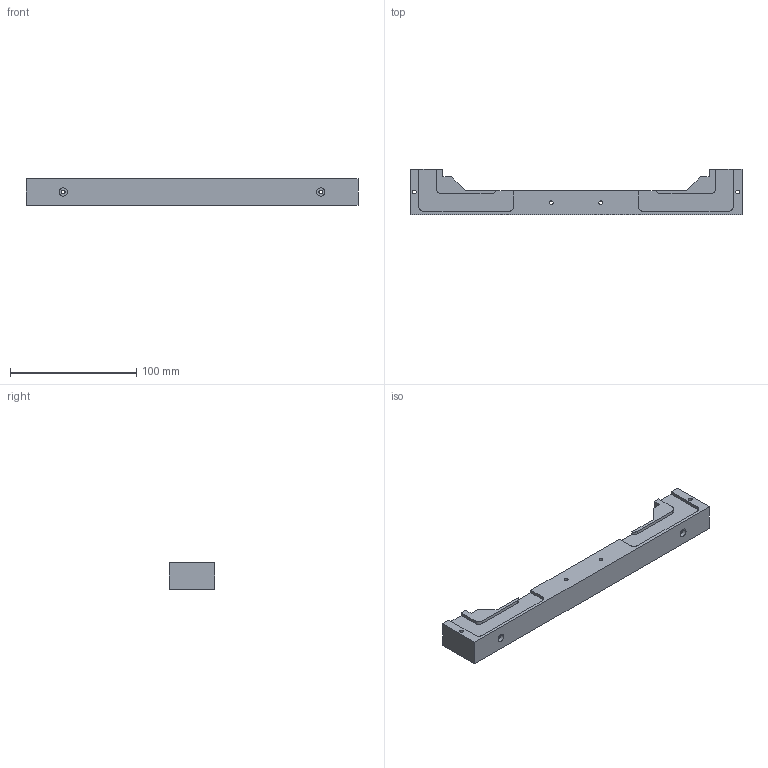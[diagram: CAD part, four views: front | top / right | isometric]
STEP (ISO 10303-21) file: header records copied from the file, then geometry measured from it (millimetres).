
FILE_DESCRIPTION (( 'STEP AP203' ), '1' );
FILE_NAME ('Baguette avec rails.STEP', '2019-12-10T11:21:19', ( '' ), ( '' ), 'SwSTEP 2.0', 'SolidWorks 2013', '' );
FILE_SCHEMA (( 'CONFIG_CONTROL_DESIGN' ));
Length unit declared in the file: millimetre
Products named in the file (1): Baguette avec rails
Bounding box: 263.1 x 36.05 x 21 mm (x, y, z)
Volume: 114654.8 mm3; surface area: 28267.3 mm2
Topology: 1 solids, 1 shells, 76 faces, 216 edges, 144 vertices
Faces by surface type: plane 44, cylinder 32
Entity records: 2585 total; most frequent: CARTESIAN_POINT 437, DIRECTION 434, ORIENTED_EDGE 432, EDGE_CURVE 216, VECTOR 152, LINE 152, VERTEX_POINT 144, AXIS2_PLACEMENT_3D 141
